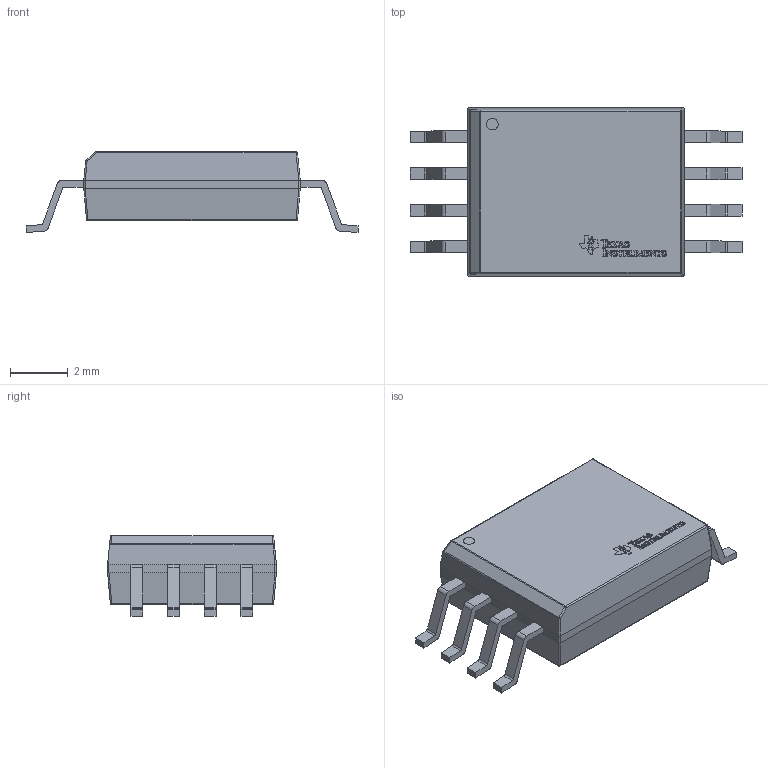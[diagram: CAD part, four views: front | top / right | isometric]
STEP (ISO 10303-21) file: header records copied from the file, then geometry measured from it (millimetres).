
FILE_DESCRIPTION(/* description */ (''),/* implementation_level */ '2;1');
FILE_NAME(/* name */ 'Soic8.stp',/* time_stamp */ '2020-01-16T20:48:54+02:00',/* author */ ('khaled'),/* organization */ (''),/* preprocessor_version */ 'ST-DEVELOPER v17.2',/* originating_system */ 'Autodesk Inventor 2019',/* authorisation */ '');
FILE_SCHEMA (('AUTOMOTIVE_DESIGN { 1 0 10303 214 3 1 1 }'));
Length unit declared in the file: millimetre
Products named in the file (6): max_Tsop16; IC_BODY; circle; IC_LEG; Texas Instruments; IC_LEG_MIR9
Assembly tree (11 placements, depth 2):
  max_Tsop16
    IC_BODY
    circle
    IC_LEG  x4
    Texas Instruments
    IC_LEG_MIR9  x4
Bounding box: 11.5 x 5.85 x 2.8 mm (x, y, z)
Volume: 104.2 mm3; surface area: 179.7 mm2
Topology: 28 solids, 28 shells, 581 faces, 1548 edges, 1023 vertices
Faces by surface type: plane 351, bspline 166, cylinder 55, sphere 9
Full cylindrical faces by diameter (mm): 0.4 x1
Entity records: 16655 total; most frequent: CARTESIAN_POINT 4995, ORIENTED_EDGE 2664, DIRECTION 1768, EDGE_CURVE 1332, LINE 944, VECTOR 944, VERTEX_POINT 879, EDGE_LOOP 501
